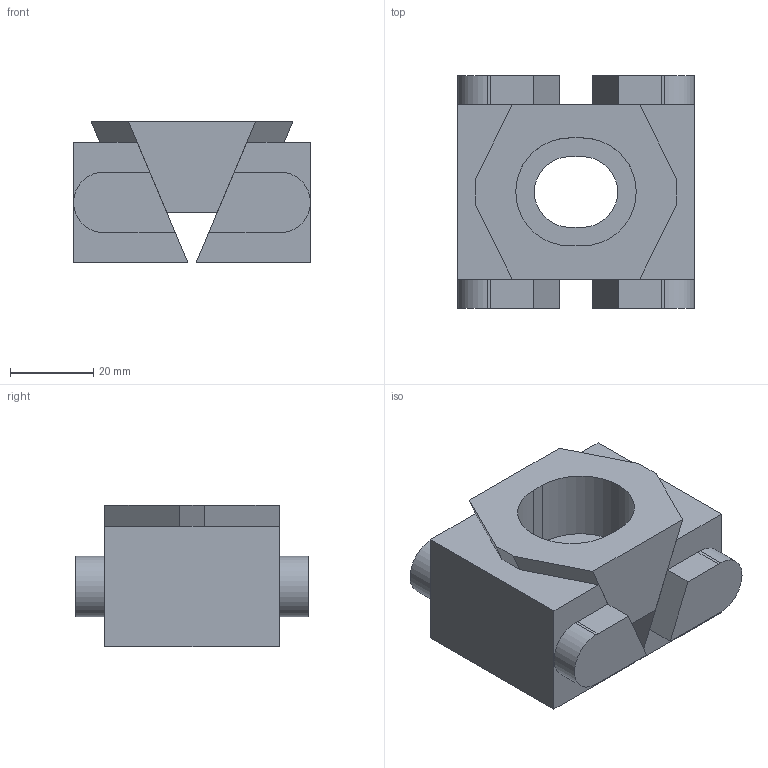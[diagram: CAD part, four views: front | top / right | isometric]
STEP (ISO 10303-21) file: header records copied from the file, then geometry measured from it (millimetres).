
FILE_DESCRIPTION (( 'STEP AP203' ), '1' );
FILE_NAME ('fk2-vt.STEP', '2019-12-04T01:09:49', ( '' ), ( '' ), 'SwSTEP 2.0', 'SolidWorks 2018', '' );
FILE_SCHEMA (( 'CONFIG_CONTROL_DESIGN' ));
Length unit declared in the file: millimetre
Products named in the file (4): fk2-vt_01; fk2-vt_02; fk2-vt; fk2-vt_03
Assembly tree (3 placements, depth 2):
  fk2-vt
    fk2-vt_01
    fk2-vt_02
    fk2-vt_03
Bounding box: 57 x 56 x 34 mm (x, y, z)
Volume: 65159.3 mm3; surface area: 19399.6 mm2
Topology: 3 solids, 3 shells, 67 faces, 172 edges, 112 vertices
Faces by surface type: plane 51, cylinder 16
Entity records: 2440 total; most frequent: CARTESIAN_POINT 369, DIRECTION 350, ORIENTED_EDGE 344, EDGE_CURVE 172, LINE 132, VECTOR 132, VERTEX_POINT 112, AXIS2_PLACEMENT_3D 109
